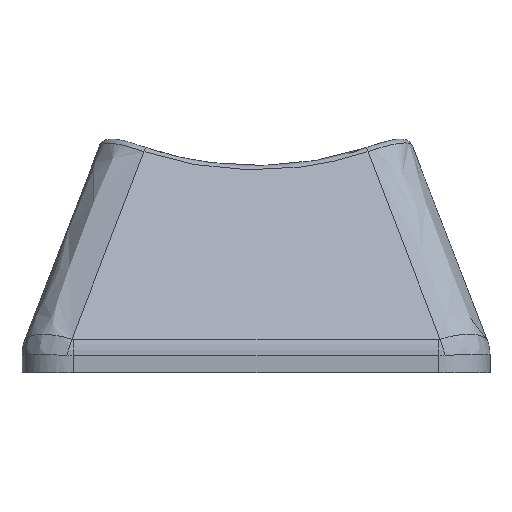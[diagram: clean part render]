
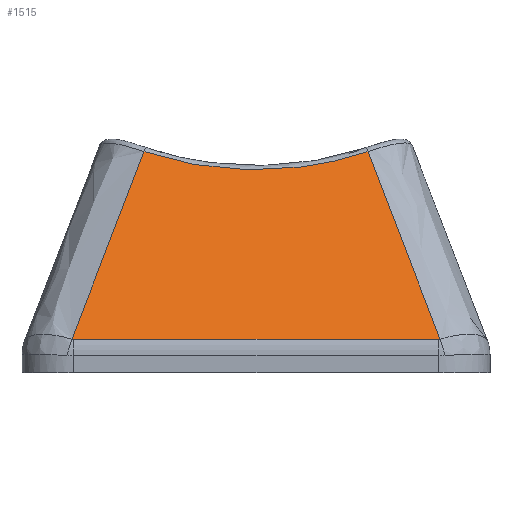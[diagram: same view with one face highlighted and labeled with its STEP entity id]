
A CAD part, front view. The second image highlights one B-rep face of the part: STEP entity #1515.
In plain terms, the highlighted planar face has unit normal (0, -0.906, 0.424).
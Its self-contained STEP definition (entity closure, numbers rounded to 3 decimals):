
#14=PLANE('',#1610);
#41=LINE('',#2871,#97);
#97=VECTOR('',#1684,10.);
#164=ELLIPSE('',#1592,1.179,0.5);
#166=ELLIPSE('',#1597,1.179,0.5);
#236=FACE_OUTER_BOUND('',#323,.T.);
#323=EDGE_LOOP('',(#1134,#1135,#1136,#1137,#1138,#1139));
#473=B_SPLINE_CURVE_WITH_KNOTS('',3,(#3316,#3317,#3318,#3319),
 .UNSPECIFIED.,.F.,.F.,(4,4),(-0.929,-0.078),
 .UNSPECIFIED.);
#475=B_SPLINE_CURVE_WITH_KNOTS('',3,(#3327,#3328,#3329,#3330),
 .UNSPECIFIED.,.F.,.F.,(4,4),(0.078,0.929),
 .UNSPECIFIED.);
#476=B_SPLINE_CURVE_WITH_KNOTS('',3,(#3331,#3332,#3333,#3334),
 .UNSPECIFIED.,.F.,.F.,(4,4),(-0.888,0.),.UNSPECIFIED.);
#593=VERTEX_POINT('',#2827);
#597=VERTEX_POINT('',#2861);
#599=VERTEX_POINT('',#2867);
#601=VERTEX_POINT('',#2888);
#627=VERTEX_POINT('',#3315);
#628=VERTEX_POINT('',#3326);
#772=EDGE_CURVE('',#593,#597,#164,.T.);
#775=EDGE_CURVE('',#597,#599,#41,.T.);
#778=EDGE_CURVE('',#599,#601,#166,.T.);
#817=EDGE_CURVE('',#601,#627,#473,.T.);
#819=EDGE_CURVE('',#628,#593,#475,.T.);
#820=EDGE_CURVE('',#627,#628,#476,.T.);
#1134=ORIENTED_EDGE('',*,*,#778,.F.);
#1135=ORIENTED_EDGE('',*,*,#775,.F.);
#1136=ORIENTED_EDGE('',*,*,#772,.F.);
#1137=ORIENTED_EDGE('',*,*,#819,.F.);
#1138=ORIENTED_EDGE('',*,*,#820,.F.);
#1139=ORIENTED_EDGE('',*,*,#817,.F.);
#1515=ADVANCED_FACE('',(#236),#14,.T.);
#1592=AXIS2_PLACEMENT_3D('',#2865,#1677,#1678);
#1597=AXIS2_PLACEMENT_3D('',#2892,#1689,#1690);
#1610=AXIS2_PLACEMENT_3D('',#3325,#1717,#1718);
#1677=DIRECTION('center_axis',(0.,0.906,-0.424));
#1678=DIRECTION('ref_axis',(0.,-0.424,-0.906));
#1684=DIRECTION('',(-1.,0.,0.));
#1689=DIRECTION('center_axis',(0.,0.906,-0.424));
#1690=DIRECTION('ref_axis',(0.,-0.424,-0.906));
#1717=DIRECTION('center_axis',(0.,-0.906,
0.424));
#1718=DIRECTION('ref_axis',(0.,-0.424,-0.906));
#2827=CARTESIAN_POINT('',(7.145,-8.935,0.311));
#2861=CARTESIAN_POINT('',(7.081,-8.939,0.302));
#2865=CARTESIAN_POINT('Origin',(7.081,-8.439,1.37));
#2867=CARTESIAN_POINT('',(-7.08,-8.939,0.302));
#2871=CARTESIAN_POINT('',(7.525,-8.939,0.302));
#2888=CARTESIAN_POINT('',(-7.145,-8.935,0.311));
#2892=CARTESIAN_POINT('Origin',(-7.08,-8.439,1.37));
#3315=CARTESIAN_POINT('',(-4.347,-5.527,7.588));
#3316=CARTESIAN_POINT('Ctrl Pts',(-7.145,-8.935,0.311));
#3317=CARTESIAN_POINT('Ctrl Pts',(-6.22,-7.798,2.739));
#3318=CARTESIAN_POINT('Ctrl Pts',(-5.289,-6.662,5.165));
#3319=CARTESIAN_POINT('Ctrl Pts',(-4.347,-5.527,7.588));
#3325=CARTESIAN_POINT('Origin',(5.969,-5.088,8.527));
#3326=CARTESIAN_POINT('',(4.347,-5.527,7.588));
#3327=CARTESIAN_POINT('Ctrl Pts',(4.347,-5.527,7.588));
#3328=CARTESIAN_POINT('Ctrl Pts',(5.289,-6.662,5.165));
#3329=CARTESIAN_POINT('Ctrl Pts',(6.22,-7.798,2.739));
#3330=CARTESIAN_POINT('Ctrl Pts',(7.145,-8.935,0.311));
#3331=CARTESIAN_POINT('Ctrl Pts',(-4.347,-5.527,7.588));
#3332=CARTESIAN_POINT('Ctrl Pts',(-1.575,-5.969,6.645));
#3333=CARTESIAN_POINT('Ctrl Pts',(1.575,-5.969,6.645));
#3334=CARTESIAN_POINT('Ctrl Pts',(4.347,-5.527,7.588));
